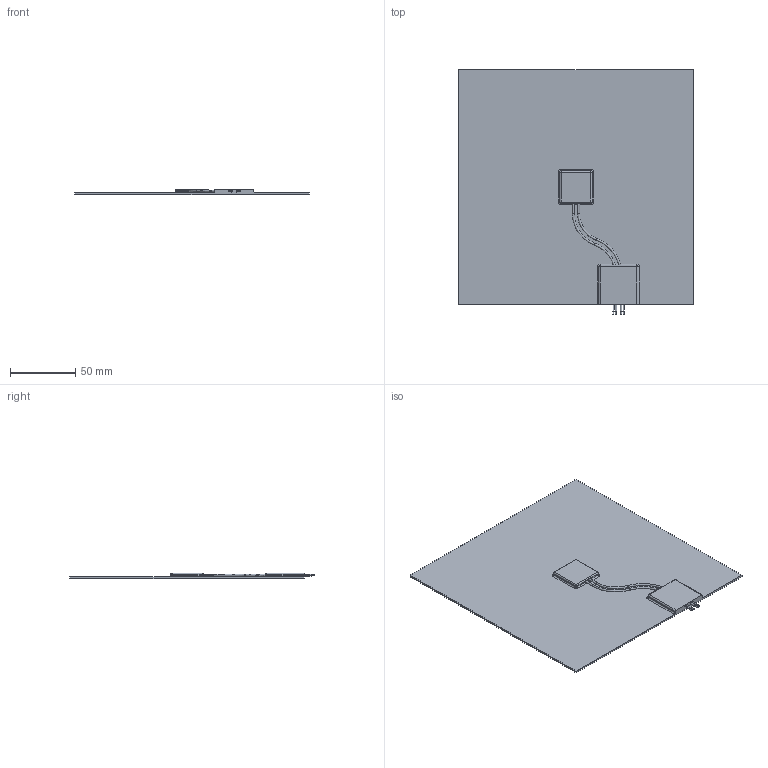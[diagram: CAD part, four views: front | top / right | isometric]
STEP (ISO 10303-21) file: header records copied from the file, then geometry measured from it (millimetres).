
FILE_DESCRIPTION(/* description */ (''),/* implementation_level */ '2;1');
FILE_NAME(/* name */ 'HW2956EC-Keenovo 180x180 250W Silicone Heater Pad.step',/* time_stamp */ '2022-09-19T15:26:32+01:00',/* author */ (''),/* organization */ (''),/* preprocessor_version */ 'ST-DEVELOPER v19',/* originating_system */ 'Autodesk Translation Framework v11.7.0.108',/* authorisation */ '');
FILE_SCHEMA (('AUTOMOTIVE_DESIGN { 1 0 10303 214 3 1 1 }'));
Length unit declared in the file: millimetre
Products named in the file (1): HW2956EC
Bounding box: 180 x 187.5 x 4.5 mm (x, y, z)
Volume: 53420.1 mm3; surface area: 67048.1 mm2
Topology: 1 solids, 1 shells, 77 faces, 172 edges, 102 vertices
Faces by surface type: cylinder 32, plane 29, torus 10, sphere 6
Full cylindrical faces by diameter (mm): 0.75 x2, 1 x4, 1.5 x6
Entity records: 2303 total; most frequent: CARTESIAN_POINT 462, DIRECTION 398, ORIENTED_EDGE 344, EDGE_CURVE 172, AXIS2_PLACEMENT_3D 160, VERTEX_POINT 102, EDGE_LOOP 86, CIRCLE 82
